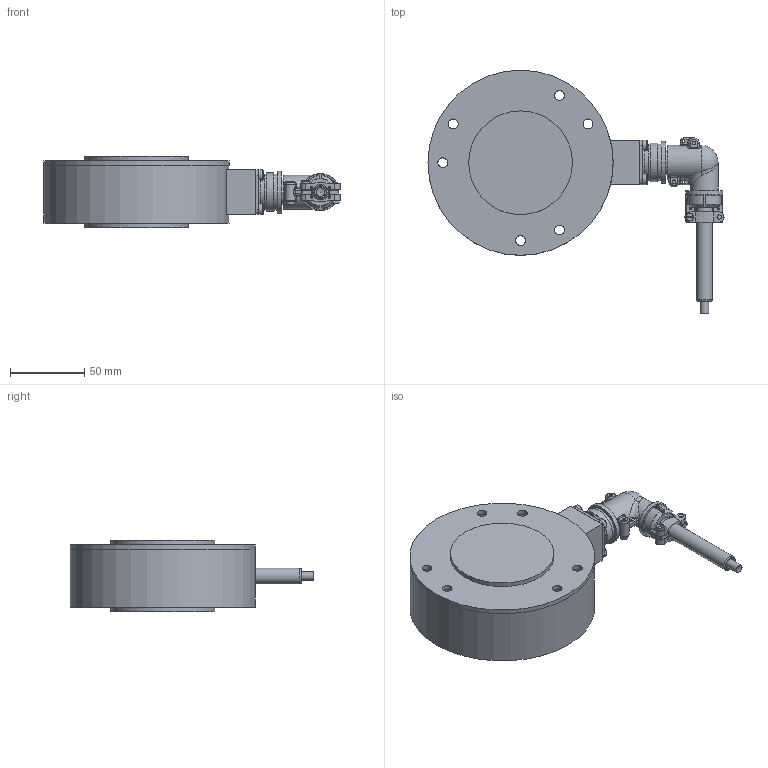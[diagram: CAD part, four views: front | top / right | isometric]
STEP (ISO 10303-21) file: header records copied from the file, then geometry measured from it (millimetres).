
FILE_DESCRIPTION (( 'STEP AP214' ), '1' );
FILE_NAME ('a_BZA2-20-160N...1600N-S STEP.STEP', '2024-09-26T12:49:30', ( '' ), ( '' ), 'SwSTEP 2.0', 'SolidWorks 2023', '' );
FILE_SCHEMA (( 'AUTOMOTIVE_DESIGN' ));
Length unit declared in the file: millimetre
Products named in the file (1): a_BZA2-20-160N...1600N-S STEP
Bounding box: 199.85 x 164.44 x 48 mm (x, y, z)
Volume: 507015.4 mm3; surface area: 138391.2 mm2
Topology: 19 solids, 24 shells, 667 faces, 1532 edges, 921 vertices
Faces by surface type: plane 242, cylinder 235, torus 69, bspline 65, cone 31, sphere 25
Full cylindrical faces by diameter (mm): 1.3 x2, 1.5 x12, 1.8 x2, 2 x5, 2.5 x8, 3 x4, 3.4 x4, 3.5 x2, 3.9 x2, 4 x4, 4.5 x4, 5.7 x1, 6.6 x12, 7 x4, 7.9 x1, 10.6 x1, 11.2 x1, 13 x2, 13.8 x1, 15.54 x1, 16.5 x1, 17.5 x2, 18.5 x1, 19.5 x1, 20 x1, 22 x2, 24 x1, 24.5 x2, 25 x1, 25.5 x1
Entity records: 20806 total; most frequent: CARTESIAN_POINT 6596, DIRECTION 2978, ORIENTED_EDGE 2624, EDGE_CURVE 1312, AXIS2_PLACEMENT_3D 1242, EDGE_LOOP 920, VERTEX_POINT 872, FACE_OUTER_BOUND 783
